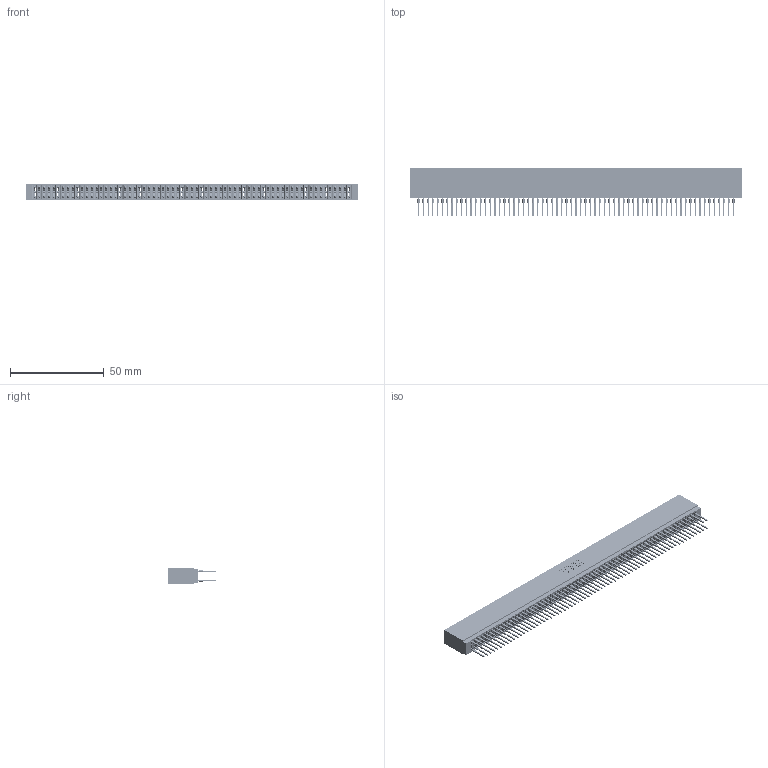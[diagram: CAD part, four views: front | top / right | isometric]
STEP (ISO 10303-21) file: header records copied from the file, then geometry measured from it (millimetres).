
FILE_DESCRIPTION (( 'STEP AP203' ), '1' );
FILE_NAME ('745-134-522-201.STEP', '2020-09-14T20:06:03', ( '' ), ( '' ), 'SwSTEP 2.0', 'SolidWorks 2020', '' );
FILE_SCHEMA (( 'CONFIG_CONTROL_DESIGN' ));
Length unit declared in the file: inch
Products named in the file (3): 745 Part_Insulator Option - 01; 745-134-522-201; 745-292-001_522
Assembly tree (135 placements, depth 2):
  745-134-522-201
    745 Part_Insulator Option - 01
    745-292-001_522  x134
Bounding box: 176.78 x 25.92 x 8.89 mm (x, y, z)
Volume: 15911.9 mm3; surface area: 33390 mm2
Topology: 135 solids, 135 shells, 12088 faces, 32485 edges, 20406 vertices
Faces by surface type: plane 6219, bspline 2680, cylinder 2385, torus 804
Entity records: 109389 total; most frequent: CARTESIAN_POINT 19467, ORIENTED_EDGE 18952, DIRECTION 16534, EDGE_CURVE 9476, VECTOR 8892, LINE 8892, VERTEX_POINT 6042, AXIS2_PLACEMENT_3D 3821
